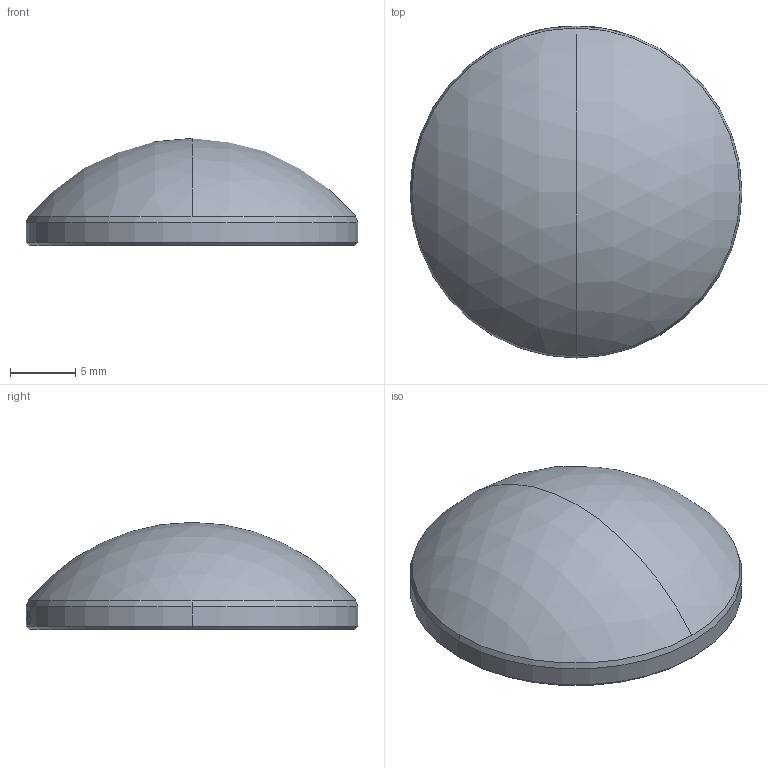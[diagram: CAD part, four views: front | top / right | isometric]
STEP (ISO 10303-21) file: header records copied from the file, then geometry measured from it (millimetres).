
FILE_DESCRIPTION (( 'STEP AP214' ), '1' );
FILE_NAME ('CTN016828-E0W.STEP', '2020-12-31T08:46:34', ( '' ), ( '' ), 'SwSTEP 2.0', 'SolidWorks 2018', '' );
FILE_SCHEMA (( 'AUTOMOTIVE_DESIGN' ));
Length unit declared in the file: inch
Products named in the file (2): CTN016848; CTN016828-E0W
Assembly tree (1 placements, depth 2):
  CTN016828-E0W
    CTN016848
Bounding box: 25.4 x 25.4 x 8.2 mm (x, y, z)
Volume: 2704.1 mm3; surface area: 1279.5 mm2
Topology: 1 solids, 1 shells, 24 faces, 129 edges, 122 vertices
Faces by surface type: cylinder 17, cone 4, sphere 2, plane 1
Entity records: 2320 total; most frequent: CARTESIAN_POINT 1117, ORIENTED_EDGE 258, DIRECTION 162, EDGE_CURVE 129, VERTEX_POINT 122, AXIS2_PLACEMENT_3D 68, B_SPLINE_CURVE_WITH_KNOTS 63, CIRCLE 40
